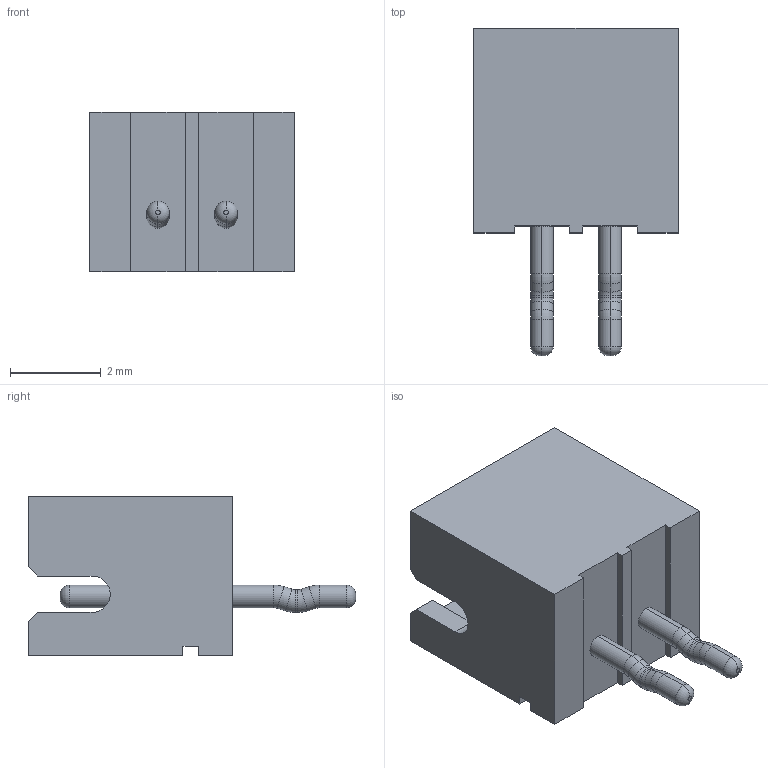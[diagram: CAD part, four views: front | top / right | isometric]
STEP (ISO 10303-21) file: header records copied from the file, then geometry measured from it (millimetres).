
FILE_DESCRIPTION (( 'STEP AP214' ), '1' );
FILE_NAME ('B2B-ZR(LF)(SN).STEP', '2023-11-03T19:03:47', ( '' ), ( '' ), 'SwSTEP 2.0', 'SolidWorks 2021', '' );
FILE_SCHEMA (( 'AUTOMOTIVE_DESIGN' ));
Length unit declared in the file: millimetre
Products named in the file (3): BxB-ZR_2; pin_Bent; B2B-ZR(LF)(SN)
Assembly tree (3 placements, depth 2):
  B2B-ZR(LF)(SN)
    BxB-ZR_2
    pin_Bent  x2
Bounding box: 4.5 x 7.2 x 3.5 mm (x, y, z)
Volume: 38.8 mm3; surface area: 168.3 mm2
Topology: 3 solids, 3 shells, 94 faces, 230 edges, 140 vertices
Faces by surface type: plane 44, cylinder 26, torus 24
Entity records: 2270 total; most frequent: DIRECTION 384, CARTESIAN_POINT 376, ORIENTED_EDGE 368, EDGE_CURVE 184, LINE 136, VECTOR 136, AXIS2_PLACEMENT_3D 124, VERTEX_POINT 116
